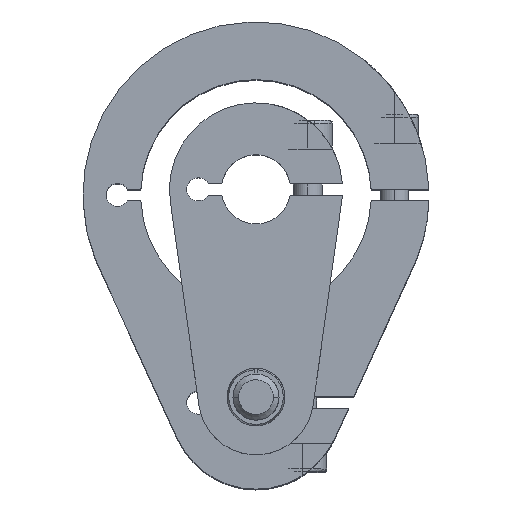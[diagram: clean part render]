
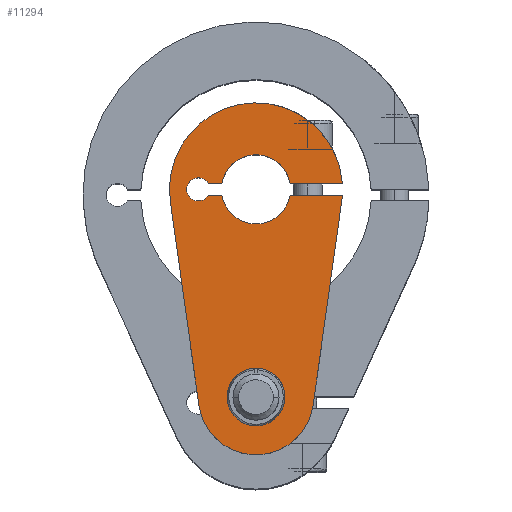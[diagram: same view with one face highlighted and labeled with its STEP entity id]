
A CAD part, top view. The second image highlights one B-rep face of the part: STEP entity #11294.
In plain terms, the highlighted planar face has unit normal (0, 0, 1).
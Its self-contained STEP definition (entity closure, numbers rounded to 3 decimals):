
#29 = EDGE_LOOP ( 'NONE', ( #11365, #5480 ) ) ;
#71 = CIRCLE ( 'NONE', #3753, 2. ) ;
#196 = DIRECTION ( 'NONE',  ( 1., 0., 0. ) ) ;
#375 = CARTESIAN_POINT ( 'NONE',  ( 2.429, 0.324, 630.841 ) ) ;
#382 = CARTESIAN_POINT ( 'NONE',  ( 17.395, 2.324, 630.841 ) ) ;
#407 = VERTEX_POINT ( 'NONE', #1198 ) ;
#445 = DIRECTION ( 'NONE',  ( 0.139, -0.99, 0. ) ) ;
#490 = LINE ( 'NONE', #375, #10179 ) ;
#517 = CARTESIAN_POINT ( 'NONE',  ( 2.429, 1.324, 630.841 ) ) ;
#536 = VERTEX_POINT ( 'NONE', #728 ) ;
#632 = EDGE_LOOP ( 'NONE', ( #7585, #7892, #3922, #6663, #9061, #5994, #8584, #1640, #6358, #6252, #4250, #4045 ) ) ;
#728 = CARTESIAN_POINT ( 'NONE',  ( 17.395, 0.324, 630.841 ) ) ;
#859 = AXIS2_PLACEMENT_3D ( 'NONE', #7295, #1626, #8237 ) ;
#924 = VERTEX_POINT ( 'NONE', #4517 ) ;
#925 = LINE ( 'NONE', #1961, #5658 ) ;
#973 = VECTOR ( 'NONE', #1993, 1000. ) ;
#1016 = CIRCLE ( 'NONE', #859, 5. ) ;
#1033 = CARTESIAN_POINT ( 'NONE',  ( -5.839, 0.324, 630.841 ) ) ;
#1198 = CARTESIAN_POINT ( 'NONE',  ( -3.487, 0.324, 630.841 ) ) ;
#1202 = CIRCLE ( 'NONE', #6010, 15. ) ;
#1215 = VERTEX_POINT ( 'NONE', #10084 ) ;
#1289 = DIRECTION ( 'NONE',  ( -1., 0., 0. ) ) ;
#1332 = VECTOR ( 'NONE', #196, 1000. ) ;
#1363 = CARTESIAN_POINT ( 'NONE',  ( 2.429, 1.324, 630.841 ) ) ;
#1430 = AXIS2_PLACEMENT_3D ( 'NONE', #4462, #10987, #5406 ) ;
#1443 = DIRECTION ( 'NONE',  ( 1., 0., 0. ) ) ;
#1626 = DIRECTION ( 'NONE',  ( 0., 0., -1. ) ) ;
#1640 = ORIENTED_EDGE ( 'NONE', *, *, #2175, .T. ) ;
#1711 = CIRCLE ( 'NONE', #7506, 6. ) ;
#1959 = VERTEX_POINT ( 'NONE', #7153 ) ;
#1961 = CARTESIAN_POINT ( 'NONE',  ( -12.426, -0.76, 630.841 ) ) ;
#1993 = DIRECTION ( 'NONE',  ( -1., 0., 0. ) ) ;
#2043 = CARTESIAN_POINT ( 'NONE',  ( -5.839, 2.324, 630.841 ) ) ;
#2175 = EDGE_CURVE ( 'NONE', #924, #7794, #925, .T. ) ;
#2355 = DIRECTION ( 'NONE',  ( 1., 0., 0. ) ) ;
#2368 = CARTESIAN_POINT ( 'NONE',  ( 2.429, 1.324, 630.841 ) ) ;
#2375 = CARTESIAN_POINT ( 'NONE',  ( -2.571, -34.676, 630.841 ) ) ;
#2391 = DIRECTION ( 'NONE',  ( 1., 0., 0. ) ) ;
#2503 = DIRECTION ( 'NONE',  ( 0., 0., -1. ) ) ;
#2549 = EDGE_CURVE ( 'NONE', #4337, #924, #1202, .T. ) ;
#2572 = CARTESIAN_POINT ( 'NONE',  ( 2.429, -34.676, 630.841 ) ) ;
#2671 = EDGE_CURVE ( 'NONE', #8589, #3862, #5199, .T. ) ;
#2744 = DIRECTION ( 'NONE',  ( 0., 0., -1. ) ) ;
#2833 = FACE_BOUND ( 'NONE', #29, .T. ) ;
#2928 = CIRCLE ( 'NONE', #8018, 6. ) ;
#3016 = CARTESIAN_POINT ( 'NONE',  ( 2.429, 2.324, 630.841 ) ) ;
#3112 = DIRECTION ( 'NONE',  ( 0.139, 0.99, 0. ) ) ;
#3324 = DIRECTION ( 'NONE',  ( 1., 0., 0. ) ) ;
#3753 = AXIS2_PLACEMENT_3D ( 'NONE', #10371, #4777, #11311 ) ;
#3862 = VERTEX_POINT ( 'NONE', #4934 ) ;
#3882 = LINE ( 'NONE', #3016, #1332 ) ;
#3922 = ORIENTED_EDGE ( 'NONE', *, *, #7190, .T. ) ;
#3976 = VERTEX_POINT ( 'NONE', #11887 ) ;
#4045 = ORIENTED_EDGE ( 'NONE', *, *, #10001, .T. ) ;
#4237 = CIRCLE ( 'NONE', #1430, 10. ) ;
#4250 = ORIENTED_EDGE ( 'NONE', *, *, #6508, .F. ) ;
#4276 = DIRECTION ( 'NONE',  ( 1., 0., 0. ) ) ;
#4337 = VERTEX_POINT ( 'NONE', #382 ) ;
#4437 = VECTOR ( 'NONE', #4276, 1000. ) ;
#4462 = CARTESIAN_POINT ( 'NONE',  ( 2.429, -34.676, 630.841 ) ) ;
#4517 = CARTESIAN_POINT ( 'NONE',  ( -12.426, -0.76, 630.841 ) ) ;
#4777 = DIRECTION ( 'NONE',  ( 0., 0., -1. ) ) ;
#4789 = EDGE_CURVE ( 'NONE', #5498, #4337, #3882, .T. ) ;
#4934 = CARTESIAN_POINT ( 'NONE',  ( 7.429, -34.676, 630.841 ) ) ;
#5199 = CIRCLE ( 'NONE', #6396, 5. ) ;
#5341 = FACE_OUTER_BOUND ( 'NONE', #632, .T. ) ;
#5406 = DIRECTION ( 'NONE',  ( 1., 0., 0. ) ) ;
#5480 = ORIENTED_EDGE ( 'NONE', *, *, #2671, .T. ) ;
#5498 = VERTEX_POINT ( 'NONE', #7962 ) ;
#5658 = VECTOR ( 'NONE', #445, 1000. ) ;
#5692 = DIRECTION ( 'NONE',  ( 1., 0., 0. ) ) ;
#5893 = DIRECTION ( 'NONE',  ( 0., 0., 1. ) ) ;
#5930 = CARTESIAN_POINT ( 'NONE',  ( 2.429, 1.324, 630.841 ) ) ;
#5994 = ORIENTED_EDGE ( 'NONE', *, *, #4789, .T. ) ;
#6006 = LINE ( 'NONE', #7626, #973 ) ;
#6010 = AXIS2_PLACEMENT_3D ( 'NONE', #5930, #5893, #5692 ) ;
#6252 = ORIENTED_EDGE ( 'NONE', *, *, #10556, .T. ) ;
#6358 = ORIENTED_EDGE ( 'NONE', *, *, #6889, .T. ) ;
#6396 = AXIS2_PLACEMENT_3D ( 'NONE', #2572, #2503, #2391 ) ;
#6508 = EDGE_CURVE ( 'NONE', #536, #3976, #7408, .T. ) ;
#6661 = VERTEX_POINT ( 'NONE', #9622 ) ;
#6663 = ORIENTED_EDGE ( 'NONE', *, *, #11671, .T. ) ;
#6867 = AXIS2_PLACEMENT_3D ( 'NONE', #517, #7104, #1443 ) ;
#6889 = EDGE_CURVE ( 'NONE', #7794, #1959, #4237, .T. ) ;
#7104 = DIRECTION ( 'NONE',  ( 0., 0., 1. ) ) ;
#7137 = LINE ( 'NONE', #8725, #12094 ) ;
#7153 = CARTESIAN_POINT ( 'NONE',  ( 12.332, -36.065, 630.841 ) ) ;
#7190 = EDGE_CURVE ( 'NONE', #10007, #11169, #71, .T. ) ;
#7295 = CARTESIAN_POINT ( 'NONE',  ( 2.429, -34.676, 630.841 ) ) ;
#7367 = CARTESIAN_POINT ( 'NONE',  ( -7.474, -36.065, 630.841 ) ) ;
#7408 = CIRCLE ( 'NONE', #12042, 15. ) ;
#7506 = AXIS2_PLACEMENT_3D ( 'NONE', #2368, #8944, #3324 ) ;
#7585 = ORIENTED_EDGE ( 'NONE', *, *, #9489, .T. ) ;
#7626 = CARTESIAN_POINT ( 'NONE',  ( 2.429, 0.324, 630.841 ) ) ;
#7794 = VERTEX_POINT ( 'NONE', #7367 ) ;
#7892 = ORIENTED_EDGE ( 'NONE', *, *, #10668, .T. ) ;
#7962 = CARTESIAN_POINT ( 'NONE',  ( 8.345, 2.324, 630.841 ) ) ;
#7978 = DIRECTION ( 'NONE',  ( 0., 0., -1. ) ) ;
#8018 = AXIS2_PLACEMENT_3D ( 'NONE', #1363, #7978, #2355 ) ;
#8237 = DIRECTION ( 'NONE',  ( 1., 0., 0. ) ) ;
#8361 = CARTESIAN_POINT ( 'NONE',  ( 2.429, 1.324, 630.841 ) ) ;
#8584 = ORIENTED_EDGE ( 'NONE', *, *, #2549, .T. ) ;
#8589 = VERTEX_POINT ( 'NONE', #2375 ) ;
#8725 = CARTESIAN_POINT ( 'NONE',  ( 12.332, -36.065, 630.841 ) ) ;
#8944 = DIRECTION ( 'NONE',  ( 0., 0., -1. ) ) ;
#8958 = PLANE ( 'NONE',  #6867 ) ;
#9013 = EDGE_CURVE ( 'NONE', #1215, #5498, #1711, .T. ) ;
#9061 = ORIENTED_EDGE ( 'NONE', *, *, #9013, .T. ) ;
#9299 = DIRECTION ( 'NONE',  ( 1., 0., 0. ) ) ;
#9489 = EDGE_CURVE ( 'NONE', #6661, #407, #2928, .T. ) ;
#9622 = CARTESIAN_POINT ( 'NONE',  ( 8.345, 0.324, 630.841 ) ) ;
#9900 = CARTESIAN_POINT ( 'NONE',  ( 2.429, 2.324, 630.841 ) ) ;
#10001 = EDGE_CURVE ( 'NONE', #536, #6661, #6006, .T. ) ;
#10007 = VERTEX_POINT ( 'NONE', #1033 ) ;
#10084 = CARTESIAN_POINT ( 'NONE',  ( -3.487, 2.324, 630.841 ) ) ;
#10179 = VECTOR ( 'NONE', #1289, 1000. ) ;
#10371 = CARTESIAN_POINT ( 'NONE',  ( -7.571, 1.324, 630.841 ) ) ;
#10556 = EDGE_CURVE ( 'NONE', #1959, #3976, #7137, .T. ) ;
#10668 = EDGE_CURVE ( 'NONE', #407, #10007, #490, .T. ) ;
#10987 = DIRECTION ( 'NONE',  ( 0., 0., 1. ) ) ;
#11169 = VERTEX_POINT ( 'NONE', #2043 ) ;
#11294 = ADVANCED_FACE ( 'NONE', ( #5341, #2833 ), #8958, .T. ) ;
#11311 = DIRECTION ( 'NONE',  ( 1., 0., 0. ) ) ;
#11365 = ORIENTED_EDGE ( 'NONE', *, *, #11897, .T. ) ;
#11601 = LINE ( 'NONE', #9900, #4437 ) ;
#11671 = EDGE_CURVE ( 'NONE', #11169, #1215, #11601, .T. ) ;
#11887 = CARTESIAN_POINT ( 'NONE',  ( 17.283, -0.76, 630.841 ) ) ;
#11897 = EDGE_CURVE ( 'NONE', #3862, #8589, #1016, .T. ) ;
#12042 = AXIS2_PLACEMENT_3D ( 'NONE', #8361, #2744, #9299 ) ;
#12094 = VECTOR ( 'NONE', #3112, 1000. ) ;
